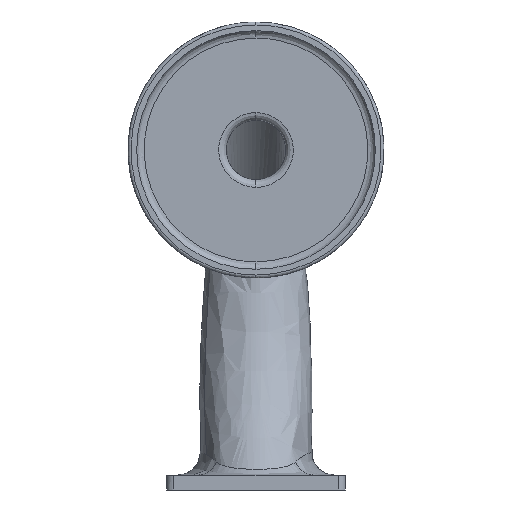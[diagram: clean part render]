
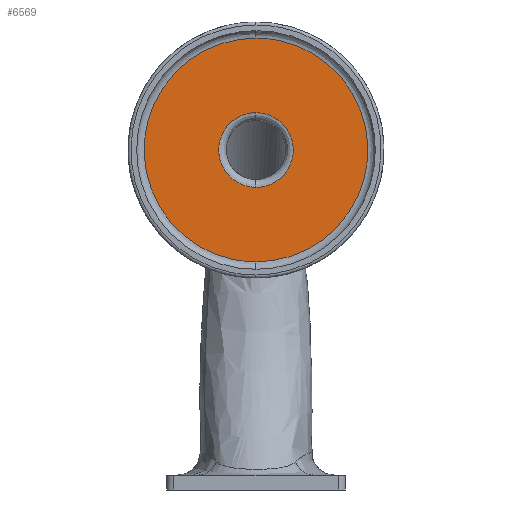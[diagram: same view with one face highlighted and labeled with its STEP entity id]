
A CAD part, front view. The second image highlights one B-rep face of the part: STEP entity #6569.
In plain terms, the highlighted free-form (B-spline) face has degree [1, 1] with [2, 2] control points.
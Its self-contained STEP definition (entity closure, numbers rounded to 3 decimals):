
#1135 = EDGE_CURVE('',#1136,#1138,#1140,.T.);
#1136 = VERTEX_POINT('',#1137);
#1137 = CARTESIAN_POINT('',(0.,-39.164,
    255.184));
#1138 = VERTEX_POINT('',#1139);
#1139 = CARTESIAN_POINT('',(0.,-39.164,204.753));
#1140 = ( BOUNDED_CURVE() B_SPLINE_CURVE(2,(#1141,#1142,#1143,#1144,
#1145),.UNSPECIFIED.,.F.,.F.) B_SPLINE_CURVE_WITH_KNOTS((3,2,3),(
    3.142,4.712,6.283),
.PIECEWISE_BEZIER_KNOTS.) CURVE() GEOMETRIC_REPRESENTATION_ITEM() 
RATIONAL_B_SPLINE_CURVE((1.,0.707,1.,0.707,1.)) 
REPRESENTATION_ITEM('') );
#1141 = CARTESIAN_POINT('',(0.,-39.164,
    255.184));
#1142 = CARTESIAN_POINT('',(25.216,-39.164,
    255.184));
#1143 = CARTESIAN_POINT('',(25.216,-39.164,
    229.969));
#1144 = CARTESIAN_POINT('',(25.216,-39.164,
    204.753));
#1145 = CARTESIAN_POINT('',(0.,-39.164,
    204.753));
#1191 = VERTEX_POINT('',#1192);
#1192 = CARTESIAN_POINT('',(0.,-39.164,154.321));
#1211 = VERTEX_POINT('',#1212);
#1212 = CARTESIAN_POINT('',(0.,-39.164,
    305.616));
#1218 = EDGE_CURVE('',#1211,#1191,#1219,.T.);
#1219 = ( BOUNDED_CURVE() B_SPLINE_CURVE(2,(#1220,#1221,#1222,#1223,
#1224),.UNSPECIFIED.,.F.,.F.) B_SPLINE_CURVE_WITH_KNOTS((3,2,3),(
    3.142,4.712,6.283),
.PIECEWISE_BEZIER_KNOTS.) CURVE() GEOMETRIC_REPRESENTATION_ITEM() 
RATIONAL_B_SPLINE_CURVE((1.,0.707,1.,0.707,1.)) 
REPRESENTATION_ITEM('') );
#1220 = CARTESIAN_POINT('',(0.,-39.164,
    305.616));
#1221 = CARTESIAN_POINT('',(-75.647,-39.164,
    305.616));
#1222 = CARTESIAN_POINT('',(-75.647,-39.164,
    229.969));
#1223 = CARTESIAN_POINT('',(-75.647,-39.164,
    154.321));
#1224 = CARTESIAN_POINT('',(0.,-39.164,
    154.321));
#6569 = ADVANCED_FACE('',(#6570,#6581),#6592,.T.);
#6570 = FACE_BOUND('',#6571,.T.);
#6571 = EDGE_LOOP('',(#6572,#6580));
#6572 = ORIENTED_EDGE('',*,*,#6573,.T.);
#6573 = EDGE_CURVE('',#1191,#1211,#6574,.T.);
#6574 = ( BOUNDED_CURVE() B_SPLINE_CURVE(2,(#6575,#6576,#6577,#6578,
#6579),.UNSPECIFIED.,.F.,.F.) B_SPLINE_CURVE_WITH_KNOTS((3,2,3),(0.,
1.571,3.142),.PIECEWISE_BEZIER_KNOTS.) CURVE() 
GEOMETRIC_REPRESENTATION_ITEM() RATIONAL_B_SPLINE_CURVE((1.,
0.707,1.,0.707,1.)) REPRESENTATION_ITEM('') );
#6575 = CARTESIAN_POINT('',(0.,-39.164,154.321));
#6576 = CARTESIAN_POINT('',(75.647,-39.164,
    154.321));
#6577 = CARTESIAN_POINT('',(75.647,-39.164,
    229.969));
#6578 = CARTESIAN_POINT('',(75.647,-39.164,
    305.616));
#6579 = CARTESIAN_POINT('',(0.,-39.164,
    305.616));
#6580 = ORIENTED_EDGE('',*,*,#1218,.T.);
#6581 = FACE_BOUND('',#6582,.T.);
#6582 = EDGE_LOOP('',(#6583,#6591));
#6583 = ORIENTED_EDGE('',*,*,#6584,.T.);
#6584 = EDGE_CURVE('',#1138,#1136,#6585,.T.);
#6585 = ( BOUNDED_CURVE() B_SPLINE_CURVE(2,(#6586,#6587,#6588,#6589,
#6590),.UNSPECIFIED.,.F.,.F.) B_SPLINE_CURVE_WITH_KNOTS((3,2,3),(0.,
1.571,3.142),.PIECEWISE_BEZIER_KNOTS.) CURVE() 
GEOMETRIC_REPRESENTATION_ITEM() RATIONAL_B_SPLINE_CURVE((1.,
0.707,1.,0.707,1.)) REPRESENTATION_ITEM('') );
#6586 = CARTESIAN_POINT('',(0.,-39.164,204.753));
#6587 = CARTESIAN_POINT('',(-25.216,-39.164,
    204.753));
#6588 = CARTESIAN_POINT('',(-25.216,-39.164,
    229.969));
#6589 = CARTESIAN_POINT('',(-25.216,-39.164,
    255.184));
#6590 = CARTESIAN_POINT('',(0.,-39.164,
    255.184));
#6591 = ORIENTED_EDGE('',*,*,#1135,.T.);
#6592 = B_SPLINE_SURFACE_WITH_KNOTS('',1,1,(
    (#6593,#6594)
    ,(#6595,#6596
    )),.UNSPECIFIED.,.F.,.F.,.F.,(2,2),(2,2),(5.,155.),(-75.,75.),
  .PIECEWISE_BEZIER_KNOTS.);
#6593 = CARTESIAN_POINT('',(-75.647,-39.164,
    305.616));
#6594 = CARTESIAN_POINT('',(75.647,-39.164,
    305.616));
#6595 = CARTESIAN_POINT('',(-75.647,-39.164,
    154.321));
#6596 = CARTESIAN_POINT('',(75.647,-39.164,
    154.321));
